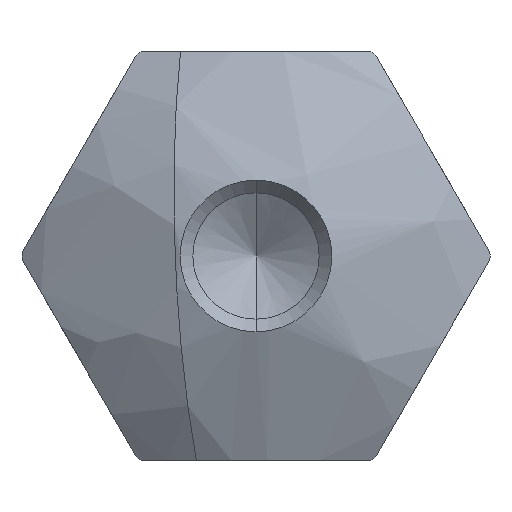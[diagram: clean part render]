
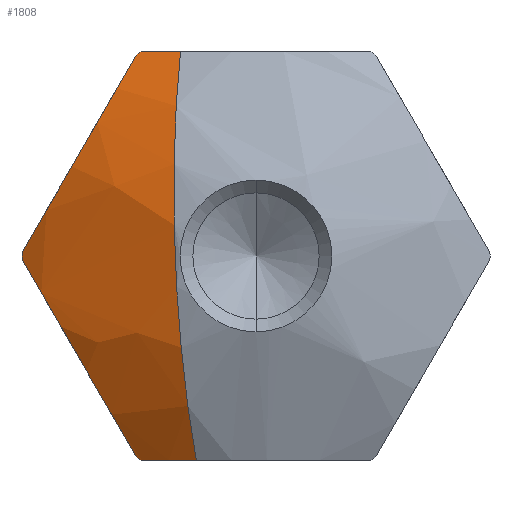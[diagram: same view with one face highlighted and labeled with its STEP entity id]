
A CAD part, front view. The second image highlights one B-rep face of the part: STEP entity #1808.
In plain terms, the highlighted free-form (B-spline) face has degree [3, 3] with [4, 4] control points.
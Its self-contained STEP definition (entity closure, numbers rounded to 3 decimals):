
#90 = CARTESIAN_POINT ( 'NONE',  ( 94.803, 32.163, 88.869 ) ) ;
#140 = CARTESIAN_POINT ( 'NONE',  ( 94.803, 32.163, 88.869 ) ) ;
#141 = VERTEX_POINT ( 'NONE', #2371 ) ;
#147 = CARTESIAN_POINT ( 'NONE',  ( 95.757, 31.786, 88.869 ) ) ;
#156 = CARTESIAN_POINT ( 'NONE',  ( 97.739, 31.303, 88.869 ) ) ;
#160 = CARTESIAN_POINT ( 'NONE',  ( 100.948, 47.695, 99.869 ) ) ;
#161 = CARTESIAN_POINT ( 'NONE',  ( 96.745, 31.497, 88.869 ) ) ;
#173 = CARTESIAN_POINT ( 'NONE',  ( 88.349, 32.163, 99.691 ) ) ;
#185 = CARTESIAN_POINT ( 'NONE',  ( 88.595, 31.968, 99.265 ) ) ;
#194 = CARTESIAN_POINT ( 'NONE',  ( 88.846, 31.797, 98.83 ) ) ;
#200 = CARTESIAN_POINT ( 'NONE',  ( 89.352, 31.504, 97.953 ) ) ;
#204 = CARTESIAN_POINT ( 'NONE',  ( 89.607, 31.382, 97.511 ) ) ;
#208 = CARTESIAN_POINT ( 'NONE',  ( 90.377, 31.09, 96.178 ) ) ;
#215 = CARTESIAN_POINT ( 'NONE',  ( 90.896, 30.992, 95.278 ) ) ;
#218 = CARTESIAN_POINT ( 'NONE',  ( 91.685, 30.992, 93.912 ) ) ;
#221 = ORIENTED_EDGE ( 'NONE', *, *, #1048, .F. ) ;
#223 = CARTESIAN_POINT ( 'NONE',  ( 91.95, 31.017, 93.453 ) ) ;
#231 = CARTESIAN_POINT ( 'NONE',  ( 92.473, 31.116, 92.548 ) ) ;
#236 = CARTESIAN_POINT ( 'NONE',  ( 92.731, 31.19, 92.1 ) ) ;
#240 = CIRCLE ( 'NONE', #298, 20. ) ;
#242 = CARTESIAN_POINT ( 'NONE',  ( 94.494, 32.163, 89.047 ) ) ;
#257 = EDGE_CURVE ( 'NONE', #671, #1779, #240, .T. ) ;
#264 = ORIENTED_EDGE ( 'NONE', *, *, #804, .T. ) ;
#271 = CARTESIAN_POINT ( 'NONE',  ( 94.248, 31.968, 110.265 ) ) ;
#278 = CARTESIAN_POINT ( 'NONE',  ( 93.997, 31.797, 109.83 ) ) ;
#280 = CARTESIAN_POINT ( 'NONE',  ( 93.49, 31.504, 108.953 ) ) ;
#289 = CARTESIAN_POINT ( 'NONE',  ( 93.235, 31.382, 108.511 ) ) ;
#290 = CARTESIAN_POINT ( 'NONE',  ( 92.466, 31.09, 107.178 ) ) ;
#296 = ORIENTED_EDGE ( 'NONE', *, *, #1026, .F. ) ;
#298 = AXIS2_PLACEMENT_3D ( 'NONE', #160, #1663, #1659 ) ;
#301 = CARTESIAN_POINT ( 'NONE',  ( 91.946, 30.992, 106.278 ) ) ;
#309 = CARTESIAN_POINT ( 'NONE',  ( 91.158, 30.992, 104.912 ) ) ;
#322 = CARTESIAN_POINT ( 'NONE',  ( 90.892, 31.017, 104.453 ) ) ;
#337 = CARTESIAN_POINT ( 'NONE',  ( 90.37, 31.116, 103.548 ) ) ;
#345 = CARTESIAN_POINT ( 'NONE',  ( 90.111, 31.19, 103.1 ) ) ;
#357 = CARTESIAN_POINT ( 'NONE',  ( 88.349, 32.163, 100.047 ) ) ;
#369 = CARTESIAN_POINT ( 'NONE',  ( 94.494, 32.163, 89.047 ) ) ;
#387 = CARTESIAN_POINT ( 'NONE',  ( 89.343, 31.484, 101.769 ) ) ;
#488 = VERTEX_POINT ( 'NONE', #369 ) ;
#534 = ORIENTED_EDGE ( 'NONE', *, *, #748, .T. ) ;
#595 = CARTESIAN_POINT ( 'NONE',  ( 96.884, 31.493, 110.869 ) ) ;
#620 = ORIENTED_EDGE ( 'NONE', *, *, #1019, .F. ) ;
#671 = VERTEX_POINT ( 'NONE', #595 ) ;
#712 = ORIENTED_EDGE ( 'NONE', *, *, #949, .T. ) ;
#745 = CARTESIAN_POINT ( 'NONE',  ( 96.884, 31.493, 110.869 ) ) ;
#746 = ORIENTED_EDGE ( 'NONE', *, *, #995, .F. ) ;
#748 = EDGE_CURVE ( 'NONE', #1400, #1493, #2961, .T. ) ;
#749 = CARTESIAN_POINT ( 'NONE',  ( 96.18, 31.67, 110.869 ) ) ;
#764 = CARTESIAN_POINT ( 'NONE',  ( 94.803, 32.163, 110.869 ) ) ;
#791 = CARTESIAN_POINT ( 'NONE',  ( 88.841, 31.774, 100.899 ) ) ;
#802 = CARTESIAN_POINT ( 'NONE',  ( 97.761, 31.378, 88.752 ) ) ;
#804 = EDGE_CURVE ( 'NONE', #488, #1974, #2739, .T. ) ;
#806 = CARTESIAN_POINT ( 'NONE',  ( 95.486, 31.893, 110.869 ) ) ;
#812 = DIRECTION ( 'NONE',  ( 0., 0., -1. ) ) ;
#813 = CARTESIAN_POINT ( 'NONE',  ( 96.69, 31.617, 88.708 ) ) ;
#816 = DIRECTION ( 'NONE',  ( 0., -1., 0. ) ) ;
#822 = CARTESIAN_POINT ( 'NONE',  ( 100.948, 32.163, 99.869 ) ) ;
#840 = CARTESIAN_POINT ( 'NONE',  ( 94.94, 32.722, 88.049 ) ) ;
#897 = CARTESIAN_POINT ( 'NONE',  ( 96.466, 26.857, 95.758 ) ) ;
#931 = ORIENTED_EDGE ( 'NONE', *, *, #257, .F. ) ;
#934 = CARTESIAN_POINT ( 'NONE',  ( 93.863, 27.438, 95.651 ) ) ;
#938 = CARTESIAN_POINT ( 'NONE',  ( 91.511, 28.558, 95.066 ) ) ;
#944 = CARTESIAN_POINT ( 'NONE',  ( 88.349, 32.163, 99.691 ) ) ;
#947 = CARTESIAN_POINT ( 'NONE',  ( 89.605, 30.126, 94.049 ) ) ;
#949 = EDGE_CURVE ( 'NONE', #141, #2535, #1256, .T. ) ;
#954 = CARTESIAN_POINT ( 'NONE',  ( 96.148, 26.971, 104.189 ) ) ;
#958 = EDGE_LOOP ( 'NONE', ( #931, #746, #712, #620, #534, #296, #264, #221 ) ) ;
#965 = CARTESIAN_POINT ( 'NONE',  ( 92.527, 27.778, 104.041 ) ) ;
#983 = CARTESIAN_POINT ( 'NONE',  ( 89.257, 29.336, 103.226 ) ) ;
#991 = CARTESIAN_POINT ( 'NONE',  ( 86.606, 31.516, 101.812 ) ) ;
#995 = EDGE_CURVE ( 'NONE', #141, #671, #2703, .T. ) ;
#1004 = CARTESIAN_POINT ( 'NONE',  ( 96.914, 31.679, 111.148 ) ) ;
#1005 = CARTESIAN_POINT ( 'NONE',  ( 94.494, 32.163, 110.691 ) ) ;
#1019 = EDGE_CURVE ( 'NONE', #1400, #2535, #2591, .T. ) ;
#1026 = EDGE_CURVE ( 'NONE', #488, #1493, #2571, .T. ) ;
#1040 = CARTESIAN_POINT ( 'NONE',  ( 93.143, 32.521, 110.995 ) ) ;
#1048 = EDGE_CURVE ( 'NONE', #1779, #1974, #2558, .T. ) ;
#1070 = CARTESIAN_POINT ( 'NONE',  ( 89.736, 34.143, 110.146 ) ) ;
#1256 = CIRCLE ( 'NONE', #1339, 12.6 ) ;
#1333 = CARTESIAN_POINT ( 'NONE',  ( 86.975, 36.415, 108.673 ) ) ;
#1339 = AXIS2_PLACEMENT_3D ( 'NONE', #822, #816, #812 ) ;
#1392 =( BOUNDED_SURFACE ( )  B_SPLINE_SURFACE ( 3, 3, ( 
 ( #1333, #1070, #1040, #1004 ),
 ( #991, #983, #965, #954 ),
 ( #947, #938, #934, #897 ),
 ( #840, #1890, #813, #802 ) ),
 .UNSPECIFIED., .F., .F., .F. ) 
 B_SPLINE_SURFACE_WITH_KNOTS ( ( 4, 4 ),
 ( 4, 4 ),
 ( 0., 1. ),
 ( 0., 1. ),
 .UNSPECIFIED. ) 
 GEOMETRIC_REPRESENTATION_ITEM ( )  RATIONAL_B_SPLINE_SURFACE ( (
 ( 1., 0.973, 0.973, 1.),
 ( 0.885, 0.861, 0.861, 0.885),
 ( 0.885, 0.861, 0.861, 0.885),
 ( 1., 0.973, 0.973, 1.) ) ) 
 REPRESENTATION_ITEM ( '' )  SURFACE ( )  );
#1400 = VERTEX_POINT ( 'NONE', #2604 ) ;
#1482 = AXIS2_PLACEMENT_3D ( 'NONE', #2508, #2892, #2482 ) ;
#1490 = CARTESIAN_POINT ( 'NONE',  ( 94.494, 32.163, 110.691 ) ) ;
#1493 = VERTEX_POINT ( 'NONE', #944 ) ;
#1534 = CARTESIAN_POINT ( 'NONE',  ( 97.739, 31.303, 88.869 ) ) ;
#1659 = DIRECTION ( 'NONE',  ( 0.109, 0.631, 0.768 ) ) ;
#1663 = DIRECTION ( 'NONE',  ( 0.975, -0.218, 0.04 ) ) ;
#1779 = VERTEX_POINT ( 'NONE', #1534 ) ;
#1808 = ADVANCED_FACE ( 'NONE', ( #2454 ), #1392, .T. ) ;
#1890 = CARTESIAN_POINT ( 'NONE',  ( 95.723, 32.077, 88.467 ) ) ;
#1974 = VERTEX_POINT ( 'NONE', #90 ) ;
#2087 = DIRECTION ( 'NONE',  ( 0., 0., -1. ) ) ;
#2094 = DIRECTION ( 'NONE',  ( 0., -1., 0. ) ) ;
#2095 = CARTESIAN_POINT ( 'NONE',  ( 100.948, 32.163, 99.869 ) ) ;
#2244 = AXIS2_PLACEMENT_3D ( 'NONE', #2095, #2094, #2087 ) ;
#2371 = CARTESIAN_POINT ( 'NONE',  ( 94.803, 32.163, 110.869 ) ) ;
#2454 = FACE_OUTER_BOUND ( 'NONE', #958, .T. ) ;
#2482 = DIRECTION ( 'NONE',  ( 0., 0., -1. ) ) ;
#2508 = CARTESIAN_POINT ( 'NONE',  ( 100.948, 32.163, 99.869 ) ) ;
#2535 = VERTEX_POINT ( 'NONE', #1490 ) ;
#2536 = CARTESIAN_POINT ( 'NONE',  ( 94.002, 31.774, 89.899 ) ) ;
#2558 = B_SPLINE_CURVE_WITH_KNOTS ( 'NONE', 3,
 ( #156, #161, #147, #140 ),
 .UNSPECIFIED., .F., .F.,
 ( 4, 4 ),
 ( 0.009, 0.013 ),
 .UNSPECIFIED. ) ;
#2571 = B_SPLINE_CURVE_WITH_KNOTS ( 'NONE', 3,
 ( #242, #2536, #2933, #236, #231, #223, #218, #215, #208, #204, #200, #194, #185, #173 ),
 .UNSPECIFIED., .F., .F.,
 ( 4, 2, 2, 2, 2, 2, 4 ),
 ( 0., 0.003, 0.005, 0.006, 0.009, 0.011, 0.013 ),
 .UNSPECIFIED. ) ;
#2591 = B_SPLINE_CURVE_WITH_KNOTS ( 'NONE', 3,
 ( #357, #791, #387, #345, #337, #322, #309, #301, #290, #289, #280, #278, #271, #1005 ),
 .UNSPECIFIED., .F., .F.,
 ( 4, 2, 2, 2, 2, 2, 4 ),
 ( 0., 0.003, 0.005, 0.006, 0.009, 0.011, 0.013 ),
 .UNSPECIFIED. ) ;
#2604 = CARTESIAN_POINT ( 'NONE',  ( 88.349, 32.163, 100.047 ) ) ;
#2703 = B_SPLINE_CURVE_WITH_KNOTS ( 'NONE', 3,
 ( #764, #806, #749, #745 ),
 .UNSPECIFIED., .F., .F.,
 ( 4, 4 ),
 ( 0., 0.002 ),
 .UNSPECIFIED. ) ;
#2739 = CIRCLE ( 'NONE', #2244, 12.6 ) ;
#2892 = DIRECTION ( 'NONE',  ( 0., -1., 0. ) ) ;
#2933 = CARTESIAN_POINT ( 'NONE',  ( 93.5, 31.484, 90.769 ) ) ;
#2961 = CIRCLE ( 'NONE', #1482, 12.6 ) ;
